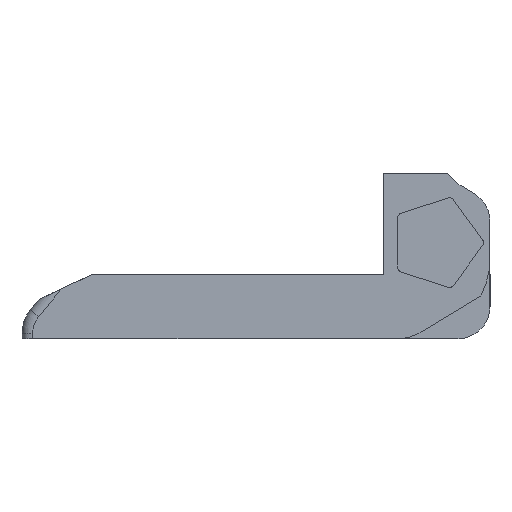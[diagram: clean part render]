
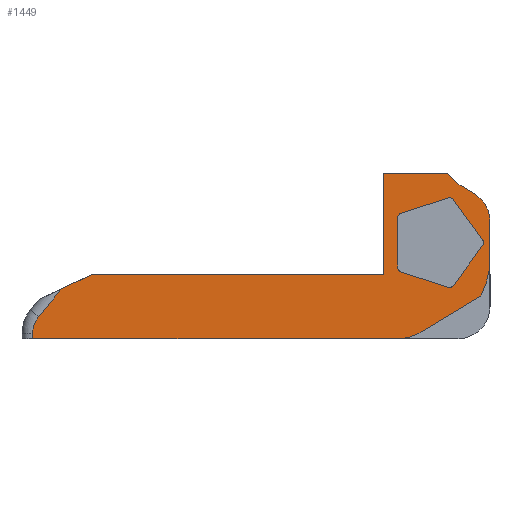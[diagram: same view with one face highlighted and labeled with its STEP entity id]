
A CAD part, left-side view. The second image highlights one B-rep face of the part: STEP entity #1449.
In plain terms, the highlighted planar face has unit normal (-1, 0, 0).
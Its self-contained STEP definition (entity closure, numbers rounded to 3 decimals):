
#42=FACE_BOUND('',#176,.T.);
#46=CIRCLE('',#1543,2.5);
#47=CIRCLE('',#1544,4.5);
#48=CIRCLE('',#1545,7.5);
#49=CIRCLE('',#1546,3.);
#50=CIRCLE('',#1547,0.5);
#51=CIRCLE('',#1548,0.5);
#52=CIRCLE('',#1549,0.5);
#53=CIRCLE('',#1550,0.5);
#54=CIRCLE('',#1551,0.5);
#96=FACE_OUTER_BOUND('',#175,.T.);
#175=EDGE_LOOP('',(#960,#961,#962,#963,#964,#965,#966,#967,#968,#969,#970,
#971,#972,#973,#974));
#176=EDGE_LOOP('',(#975,#976,#977,#978,#979,#980,#981,#982,#983,#984));
#259=LINE('',#2109,#427);
#261=LINE('',#2113,#429);
#262=LINE('',#2115,#430);
#263=LINE('',#2117,#431);
#264=LINE('',#2119,#432);
#265=LINE('',#2121,#433);
#266=LINE('',#2125,#434);
#267=LINE('',#2127,#435);
#268=LINE('',#2131,#436);
#269=LINE('',#2135,#437);
#270=LINE('',#2138,#438);
#271=LINE('',#2141,#439);
#272=LINE('',#2145,#440);
#273=LINE('',#2149,#441);
#274=LINE('',#2153,#442);
#275=LINE('',#2157,#443);
#427=VECTOR('',#1677,10.);
#429=VECTOR('',#1681,10.);
#430=VECTOR('',#1682,10.);
#431=VECTOR('',#1683,10.);
#432=VECTOR('',#1684,10.);
#433=VECTOR('',#1685,10.);
#434=VECTOR('',#1688,10.);
#435=VECTOR('',#1689,10.);
#436=VECTOR('',#1692,10.);
#437=VECTOR('',#1695,10.);
#438=VECTOR('',#1698,10.);
#439=VECTOR('',#1699,10.);
#440=VECTOR('',#1702,10.);
#441=VECTOR('',#1705,10.);
#442=VECTOR('',#1708,10.);
#443=VECTOR('',#1711,10.);
#595=VERTEX_POINT('',#2106);
#596=VERTEX_POINT('',#2108);
#597=VERTEX_POINT('',#2112);
#598=VERTEX_POINT('',#2114);
#599=VERTEX_POINT('',#2116);
#600=VERTEX_POINT('',#2118);
#601=VERTEX_POINT('',#2120);
#602=VERTEX_POINT('',#2122);
#603=VERTEX_POINT('',#2124);
#604=VERTEX_POINT('',#2126);
#605=VERTEX_POINT('',#2128);
#606=VERTEX_POINT('',#2130);
#607=VERTEX_POINT('',#2132);
#608=VERTEX_POINT('',#2134);
#609=VERTEX_POINT('',#2136);
#610=VERTEX_POINT('',#2139);
#611=VERTEX_POINT('',#2140);
#612=VERTEX_POINT('',#2142);
#613=VERTEX_POINT('',#2144);
#614=VERTEX_POINT('',#2146);
#615=VERTEX_POINT('',#2148);
#616=VERTEX_POINT('',#2150);
#617=VERTEX_POINT('',#2152);
#618=VERTEX_POINT('',#2154);
#619=VERTEX_POINT('',#2156);
#739=EDGE_CURVE('',#595,#596,#259,.T.);
#741=EDGE_CURVE('',#597,#595,#261,.T.);
#742=EDGE_CURVE('',#598,#597,#262,.T.);
#743=EDGE_CURVE('',#599,#598,#263,.T.);
#744=EDGE_CURVE('',#600,#599,#264,.T.);
#745=EDGE_CURVE('',#601,#600,#265,.T.);
#746=EDGE_CURVE('',#602,#601,#46,.T.);
#747=EDGE_CURVE('',#603,#602,#266,.T.);
#748=EDGE_CURVE('',#603,#604,#267,.T.);
#749=EDGE_CURVE('',#605,#604,#47,.T.);
#750=EDGE_CURVE('',#605,#606,#268,.T.);
#751=EDGE_CURVE('',#606,#607,#48,.T.);
#752=EDGE_CURVE('',#607,#608,#269,.T.);
#753=EDGE_CURVE('',#608,#609,#49,.T.);
#754=EDGE_CURVE('',#609,#596,#270,.T.);
#755=EDGE_CURVE('',#610,#611,#271,.T.);
#756=EDGE_CURVE('',#612,#610,#50,.F.);
#757=EDGE_CURVE('',#613,#612,#272,.T.);
#758=EDGE_CURVE('',#614,#613,#51,.F.);
#759=EDGE_CURVE('',#615,#614,#273,.T.);
#760=EDGE_CURVE('',#616,#615,#52,.F.);
#761=EDGE_CURVE('',#617,#616,#274,.T.);
#762=EDGE_CURVE('',#618,#617,#53,.F.);
#763=EDGE_CURVE('',#619,#618,#275,.T.);
#764=EDGE_CURVE('',#611,#619,#54,.F.);
#960=ORIENTED_EDGE('',*,*,#739,.F.);
#961=ORIENTED_EDGE('',*,*,#741,.F.);
#962=ORIENTED_EDGE('',*,*,#742,.F.);
#963=ORIENTED_EDGE('',*,*,#743,.F.);
#964=ORIENTED_EDGE('',*,*,#744,.F.);
#965=ORIENTED_EDGE('',*,*,#745,.F.);
#966=ORIENTED_EDGE('',*,*,#746,.F.);
#967=ORIENTED_EDGE('',*,*,#747,.F.);
#968=ORIENTED_EDGE('',*,*,#748,.T.);
#969=ORIENTED_EDGE('',*,*,#749,.F.);
#970=ORIENTED_EDGE('',*,*,#750,.T.);
#971=ORIENTED_EDGE('',*,*,#751,.T.);
#972=ORIENTED_EDGE('',*,*,#752,.T.);
#973=ORIENTED_EDGE('',*,*,#753,.T.);
#974=ORIENTED_EDGE('',*,*,#754,.T.);
#975=ORIENTED_EDGE('',*,*,#755,.F.);
#976=ORIENTED_EDGE('',*,*,#756,.F.);
#977=ORIENTED_EDGE('',*,*,#757,.F.);
#978=ORIENTED_EDGE('',*,*,#758,.F.);
#979=ORIENTED_EDGE('',*,*,#759,.F.);
#980=ORIENTED_EDGE('',*,*,#760,.F.);
#981=ORIENTED_EDGE('',*,*,#761,.F.);
#982=ORIENTED_EDGE('',*,*,#762,.F.);
#983=ORIENTED_EDGE('',*,*,#763,.F.);
#984=ORIENTED_EDGE('',*,*,#764,.F.);
#1395=PLANE('',#1542);
#1449=ADVANCED_FACE('',(#96,#42),#1395,.T.);
#1542=AXIS2_PLACEMENT_3D('',#2111,#1679,#1680);
#1543=AXIS2_PLACEMENT_3D('',#2123,#1686,#1687);
#1544=AXIS2_PLACEMENT_3D('',#2129,#1690,#1691);
#1545=AXIS2_PLACEMENT_3D('',#2133,#1693,#1694);
#1546=AXIS2_PLACEMENT_3D('',#2137,#1696,#1697);
#1547=AXIS2_PLACEMENT_3D('',#2143,#1700,#1701);
#1548=AXIS2_PLACEMENT_3D('',#2147,#1703,#1704);
#1549=AXIS2_PLACEMENT_3D('',#2151,#1706,#1707);
#1550=AXIS2_PLACEMENT_3D('',#2155,#1709,#1710);
#1551=AXIS2_PLACEMENT_3D('',#2158,#1712,#1713);
#1677=DIRECTION('',(0.,-0.707,-0.707));
#1679=DIRECTION('center_axis',(-1.,0.,0.));
#1680=DIRECTION('ref_axis',(0.,1.,0.));
#1681=DIRECTION('',(0.,-1.,0.));
#1682=DIRECTION('',(0.,0.,1.));
#1683=DIRECTION('',(0.,-1.,0.));
#1684=DIRECTION('',(0.,-0.905,0.426));
#1685=DIRECTION('',(0.,-0.636,0.771));
#1686=DIRECTION('center_axis',(1.,0.,0.));
#1687=DIRECTION('ref_axis',(0.,0.941,0.338));
#1688=DIRECTION('',(0.,0.,1.));
#1689=DIRECTION('',(0.,-1.,0.));
#1690=DIRECTION('center_axis',(1.,0.,0.));
#1691=DIRECTION('ref_axis',(0.,-0.268,-0.963));
#1692=DIRECTION('',(0.,-0.856,0.516));
#1693=DIRECTION('center_axis',(-1.,0.,0.));
#1694=DIRECTION('ref_axis',(0.,-0.707,-0.707));
#1695=DIRECTION('',(0.,0.,1.));
#1696=DIRECTION('center_axis',(-1.,0.,0.));
#1697=DIRECTION('ref_axis',(0.,-0.707,0.707));
#1698=DIRECTION('',(0.,0.857,0.515));
#1699=DIRECTION('',(0.,0.,-1.));
#1700=DIRECTION('center_axis',(1.,0.,0.));
#1701=DIRECTION('ref_axis',(0.,0.809,0.588));
#1702=DIRECTION('',(0.,0.951,-0.309));
#1703=DIRECTION('center_axis',(1.,0.,0.));
#1704=DIRECTION('ref_axis',(0.,-0.309,0.951));
#1705=DIRECTION('',(0.,0.588,0.809));
#1706=DIRECTION('center_axis',(1.,0.,0.));
#1707=DIRECTION('ref_axis',(0.,-1.,0.));
#1708=DIRECTION('',(0.,-0.588,0.809));
#1709=DIRECTION('center_axis',(1.,0.,0.));
#1710=DIRECTION('ref_axis',(0.,-0.309,-0.951));
#1711=DIRECTION('',(0.,-0.951,-0.309));
#1712=DIRECTION('center_axis',(1.,0.,0.));
#1713=DIRECTION('ref_axis',(0.,0.809,-0.588));
#2106=CARTESIAN_POINT('',(-19.632,9.,-59.179));
#2108=CARTESIAN_POINT('',(-19.632,8.,-60.179));
#2109=CARTESIAN_POINT('',(-19.632,9.125,-59.054));
#2111=CARTESIAN_POINT('Origin',(-19.632,3.,-51.679));
#2112=CARTESIAN_POINT('',(-19.632,15.,-59.179));
#2113=CARTESIAN_POINT('',(-19.632,5.,-59.179));
#2114=CARTESIAN_POINT('',(-19.632,15.,-68.679));
#2115=CARTESIAN_POINT('',(-19.632,15.,-60.679));
#2116=CARTESIAN_POINT('',(-19.632,42.295,-68.679));
#2117=CARTESIAN_POINT('',(-19.632,47.795,-68.679));
#2118=CARTESIAN_POINT('',(-19.632,45.083,-69.993));
#2119=CARTESIAN_POINT('',(-19.632,24.169,-60.134));
#2120=CARTESIAN_POINT('',(-19.632,47.223,-72.588));
#2121=CARTESIAN_POINT('',(-19.632,33.137,-55.512));
#2122=CARTESIAN_POINT('',(-19.632,47.795,-74.179));
#2123=CARTESIAN_POINT('Origin',(-19.632,45.295,-74.179));
#2124=CARTESIAN_POINT('',(-19.632,47.795,-74.679));
#2125=CARTESIAN_POINT('',(-19.632,47.795,-12.839));
#2126=CARTESIAN_POINT('',(-19.632,13.752,-74.679));
#2127=CARTESIAN_POINT('',(-19.632,3.,-74.679));
#2128=CARTESIAN_POINT('',(-19.632,11.428,-74.032));
#2129=CARTESIAN_POINT('Origin',(-19.632,13.752,-70.179));
#2130=CARTESIAN_POINT('',(-19.632,5.867,-70.679));
#2131=CARTESIAN_POINT('',(-19.632,0.615,-67.511));
#2132=CARTESIAN_POINT('',(-19.632,5.,-67.179));
#2133=CARTESIAN_POINT('Origin',(-19.632,12.5,-67.179));
#2134=CARTESIAN_POINT('',(-19.632,5.,-63.679));
#2135=CARTESIAN_POINT('',(-19.632,5.,-70.679));
#2136=CARTESIAN_POINT('',(-19.632,6.455,-61.107));
#2137=CARTESIAN_POINT('Origin',(-19.632,8.,-63.679));
#2138=CARTESIAN_POINT('',(-19.632,8.,-60.179));
#2139=CARTESIAN_POINT('',(-19.632,13.64,-63.397));
#2140=CARTESIAN_POINT('',(-19.632,13.64,-67.96));
#2141=CARTESIAN_POINT('',(-19.632,13.64,-57.356));
#2142=CARTESIAN_POINT('',(-19.632,13.295,-62.921));
#2143=CARTESIAN_POINT('Origin',(-19.632,13.14,-63.397));
#2144=CARTESIAN_POINT('',(-19.632,8.955,-61.511));
#2145=CARTESIAN_POINT('',(-19.632,4.644,-60.111));
#2146=CARTESIAN_POINT('',(-19.632,8.396,-61.693));
#2147=CARTESIAN_POINT('Origin',(-19.632,8.8,-61.987));
#2148=CARTESIAN_POINT('',(-19.632,5.714,-65.385));
#2149=CARTESIAN_POINT('',(-19.632,8.397,-61.691));
#2150=CARTESIAN_POINT('',(-19.632,5.714,-65.972));
#2151=CARTESIAN_POINT('Origin',(-19.632,6.118,-65.679));
#2152=CARTESIAN_POINT('',(-19.632,8.396,-69.664));
#2153=CARTESIAN_POINT('',(-19.632,3.294,-62.642));
#2154=CARTESIAN_POINT('',(-19.632,8.955,-69.846));
#2155=CARTESIAN_POINT('Origin',(-19.632,8.8,-69.37));
#2156=CARTESIAN_POINT('',(-19.632,13.295,-68.436));
#2157=CARTESIAN_POINT('',(-19.632,11.274,-69.092));
#2158=CARTESIAN_POINT('Origin',(-19.632,13.14,-67.96));
